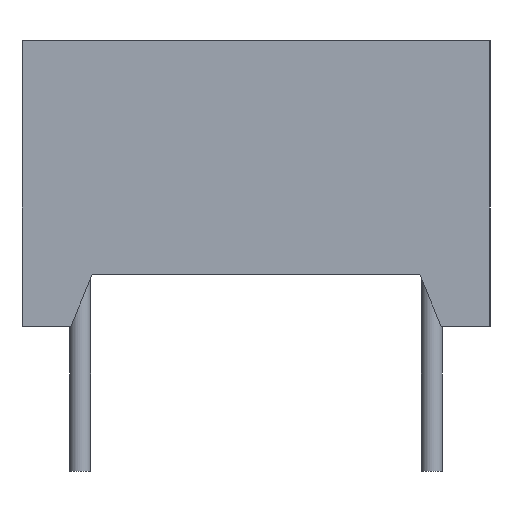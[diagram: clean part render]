
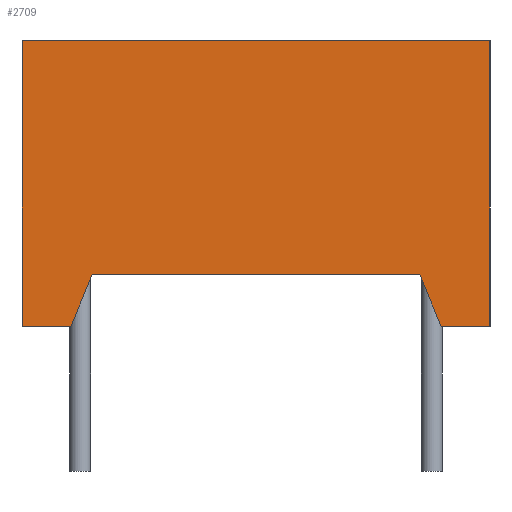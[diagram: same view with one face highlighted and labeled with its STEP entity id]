
A CAD part, left-side view. The second image highlights one B-rep face of the part: STEP entity #2709.
In plain terms, the highlighted planar face has unit normal (-1, 0, 0).
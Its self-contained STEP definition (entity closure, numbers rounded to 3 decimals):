
#335=LINE('',#4235,#673);
#348=LINE('',#4261,#686);
#360=LINE('',#4284,#698);
#373=LINE('',#4330,#711);
#383=LINE('',#4349,#721);
#394=LINE('',#4372,#732);
#395=LINE('',#4374,#733);
#396=LINE('',#4375,#734);
#673=VECTOR('',#3443,10.);
#686=VECTOR('',#3464,10.);
#698=VECTOR('',#3478,10.);
#711=VECTOR('',#3523,10.);
#721=VECTOR('',#3541,10.);
#732=VECTOR('',#3574,10.);
#733=VECTOR('',#3575,10.);
#734=VECTOR('',#3576,10.);
#885=FACE_OUTER_BOUND('',#1045,.T.);
#1045=EDGE_LOOP('',(#2304,#2305,#2306,#2307,#2308,#2309,#2310,#2311));
#1283=VERTEX_POINT('',#4233);
#1284=VERTEX_POINT('',#4234);
#1293=VERTEX_POINT('',#4260);
#1303=VERTEX_POINT('',#4282);
#1320=VERTEX_POINT('',#4329);
#1325=VERTEX_POINT('',#4347);
#1326=VERTEX_POINT('',#4371);
#1327=VERTEX_POINT('',#4373);
#1619=EDGE_CURVE('',#1283,#1284,#335,.T.);
#1632=EDGE_CURVE('',#1293,#1284,#348,.T.);
#1644=EDGE_CURVE('',#1303,#1283,#360,.T.);
#1667=EDGE_CURVE('',#1303,#1320,#373,.T.);
#1677=EDGE_CURVE('',#1325,#1320,#383,.T.);
#1688=EDGE_CURVE('',#1326,#1325,#394,.T.);
#1689=EDGE_CURVE('',#1327,#1326,#395,.T.);
#1690=EDGE_CURVE('',#1293,#1327,#396,.T.);
#2304=ORIENTED_EDGE('',*,*,#1688,.F.);
#2305=ORIENTED_EDGE('',*,*,#1689,.F.);
#2306=ORIENTED_EDGE('',*,*,#1690,.F.);
#2307=ORIENTED_EDGE('',*,*,#1632,.T.);
#2308=ORIENTED_EDGE('',*,*,#1619,.F.);
#2309=ORIENTED_EDGE('',*,*,#1644,.F.);
#2310=ORIENTED_EDGE('',*,*,#1667,.T.);
#2311=ORIENTED_EDGE('',*,*,#1677,.F.);
#2559=PLANE('',#2897);
#2709=ADVANCED_FACE('',(#885),#2559,.T.);
#2897=AXIS2_PLACEMENT_3D('',#4370,#3572,#3573);
#3443=DIRECTION('',(0.,0.383,-0.924));
#3464=DIRECTION('',(0.,-1.,0.));
#3478=DIRECTION('',(0.,1.,0.));
#3523=DIRECTION('',(0.,-0.383,-0.924));
#3541=DIRECTION('',(0.,1.,0.));
#3572=DIRECTION('center_axis',(-1.,0.,0.));
#3573=DIRECTION('ref_axis',(0.,-1.,0.));
#3574=DIRECTION('',(0.,0.,-1.));
#3575=DIRECTION('',(0.,-1.,0.));
#3576=DIRECTION('',(0.,0.,1.));
#4233=CARTESIAN_POINT('',(-2.42,7.26,1.1));
#4234=CARTESIAN_POINT('',(-2.42,7.716,0.));
#4235=CARTESIAN_POINT('',(-2.42,7.37,0.835));
#4260=CARTESIAN_POINT('',(-2.42,8.76,0.));
#4261=CARTESIAN_POINT('',(-2.42,7.26,0.));
#4282=CARTESIAN_POINT('',(-2.42,0.26,1.1));
#4284=CARTESIAN_POINT('',(-2.42,-1.24,1.1));
#4329=CARTESIAN_POINT('',(-2.42,-0.196,0.));
#4330=CARTESIAN_POINT('',(-2.42,0.15,0.835));
#4347=CARTESIAN_POINT('',(-2.42,-1.24,0.));
#4349=CARTESIAN_POINT('',(-2.42,0.26,0.));
#4370=CARTESIAN_POINT('Origin',(-2.42,8.76,1.1));
#4371=CARTESIAN_POINT('',(-2.42,-1.24,6.1));
#4372=CARTESIAN_POINT('',(-2.42,-1.24,1.1));
#4373=CARTESIAN_POINT('',(-2.42,8.76,6.1));
#4374=CARTESIAN_POINT('',(-2.42,-1.24,6.1));
#4375=CARTESIAN_POINT('',(-2.42,8.76,1.1));
